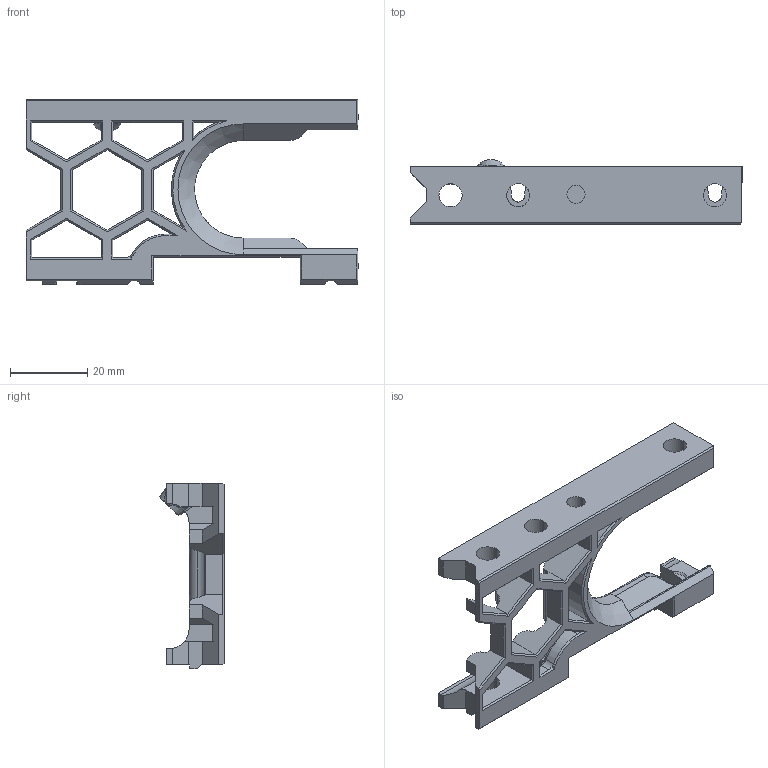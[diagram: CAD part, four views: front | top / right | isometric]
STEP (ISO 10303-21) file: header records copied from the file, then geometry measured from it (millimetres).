
FILE_DESCRIPTION (( 'STEP AP214' ), '1' );
FILE_NAME ('new_front_skirt_two_piece_b.STEP', '2021-10-23T18:29:14', ( '' ), ( '' ), 'SwSTEP 2.0', 'SolidWorks 2021', '' );
FILE_SCHEMA (( 'AUTOMOTIVE_DESIGN' ));
Length unit declared in the file: millimetre
Products named in the file (1): new_front_skirt_two_piece_b
Bounding box: 86 x 16.75 x 48 mm (x, y, z)
Volume: 16438 mm3; surface area: 10838.4 mm2
Topology: 1 solids, 1 shells, 285 faces, 782 edges, 488 vertices
Faces by surface type: plane 176, cylinder 50, bspline 35, cone 15, torus 9
Entity records: 10079 total; most frequent: CARTESIAN_POINT 3269, ORIENTED_EDGE 1554, DIRECTION 1241, EDGE_CURVE 777, VERTEX_POINT 488, VECTOR 485, LINE 485, AXIS2_PLACEMENT_3D 378
